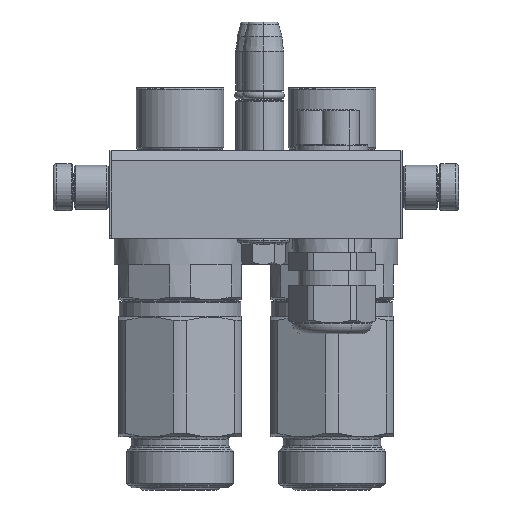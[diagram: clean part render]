
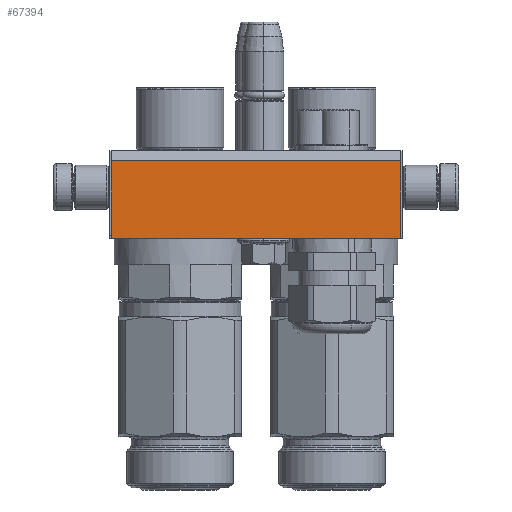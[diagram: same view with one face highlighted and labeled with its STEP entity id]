
A CAD part, left-side view. The second image highlights one B-rep face of the part: STEP entity #67394.
In plain terms, the highlighted face is planar.
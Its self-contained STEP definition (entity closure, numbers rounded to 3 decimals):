
#2898 = LINE ( 'NONE', #65518, #29602 ) ;
#8415 = LINE ( 'NONE', #36604, #18894 ) ;
#8675 = LINE ( 'NONE', #77425, #57306 ) ;
#10859 = EDGE_CURVE ( 'NONE', #39656, #74111, #8675, .T. ) ;
#12427 = CARTESIAN_POINT ( 'NONE',  ( -50., -15., 56. ) ) ;
#12975 = DIRECTION ( 'NONE',  ( 0., 0., 1. ) ) ;
#18894 = VECTOR ( 'NONE', #49067, 1000. ) ;
#21250 = EDGE_CURVE ( 'NONE', #74111, #71060, #2898, .T. ) ;
#23130 = DIRECTION ( 'NONE',  ( 0., 1., 0. ) ) ;
#25658 = EDGE_LOOP ( 'NONE', ( #30876, #46326, #51523, #39287 ) ) ;
#29527 = FACE_OUTER_BOUND ( 'NONE', #25658, .T. ) ;
#29602 = VECTOR ( 'NONE', #23130, 1000. ) ;
#30876 = ORIENTED_EDGE ( 'NONE', *, *, #10859, .T. ) ;
#32439 = EDGE_CURVE ( 'NONE', #77480, #71060, #8415, .T. ) ;
#32806 = AXIS2_PLACEMENT_3D ( 'NONE', #12427, #12975, #73711 ) ;
#34691 = CARTESIAN_POINT ( 'NONE',  ( 49.5, 11.536, 56. ) ) ;
#34727 = EDGE_CURVE ( 'NONE', #39656, #77480, #69603, .T. ) ;
#36604 = CARTESIAN_POINT ( 'NONE',  ( -49.5, 11.536, 56. ) ) ;
#37236 = VECTOR ( 'NONE', #56786, 1000. ) ;
#39287 = ORIENTED_EDGE ( 'NONE', *, *, #34727, .F. ) ;
#39656 = VERTEX_POINT ( 'NONE', #62061 ) ;
#46326 = ORIENTED_EDGE ( 'NONE', *, *, #21250, .T. ) ;
#49067 = DIRECTION ( 'NONE',  ( 1., 0., 0. ) ) ;
#51523 = ORIENTED_EDGE ( 'NONE', *, *, #32439, .F. ) ;
#51994 = CARTESIAN_POINT ( 'NONE',  ( 49.5, -15., 56. ) ) ;
#56786 = DIRECTION ( 'NONE',  ( 0., 1., 0. ) ) ;
#57306 = VECTOR ( 'NONE', #65457, 1000. ) ;
#62060 = CARTESIAN_POINT ( 'NONE',  ( -49.5, -15., 56. ) ) ;
#62061 = CARTESIAN_POINT ( 'NONE',  ( -49.5, -15., 56. ) ) ;
#62115 = CARTESIAN_POINT ( 'NONE',  ( -49.5, 11.536, 56. ) ) ;
#65457 = DIRECTION ( 'NONE',  ( 1., 0., 0. ) ) ;
#65518 = CARTESIAN_POINT ( 'NONE',  ( 49.5, -15., 56. ) ) ;
#67394 = ADVANCED_FACE ( 'NONE', ( #29527 ), #78809, .T. ) ;
#69603 = LINE ( 'NONE', #62060, #37236 ) ;
#71060 = VERTEX_POINT ( 'NONE', #34691 ) ;
#73711 = DIRECTION ( 'NONE',  ( 1., 0., 0. ) ) ;
#74111 = VERTEX_POINT ( 'NONE', #51994 ) ;
#77425 = CARTESIAN_POINT ( 'NONE',  ( -49.5, -15., 56. ) ) ;
#77480 = VERTEX_POINT ( 'NONE', #62115 ) ;
#78809 = PLANE ( 'NONE',  #32806 ) ;
